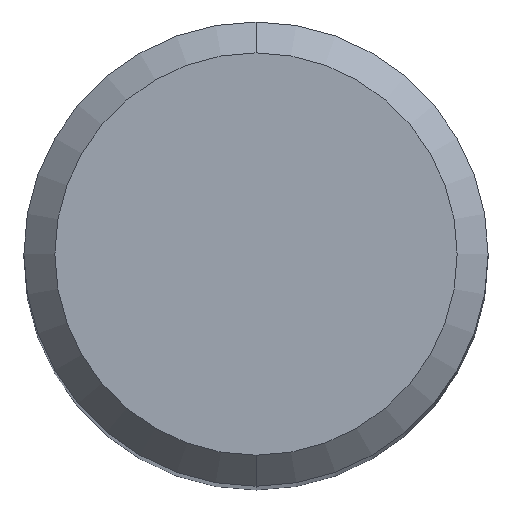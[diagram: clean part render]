
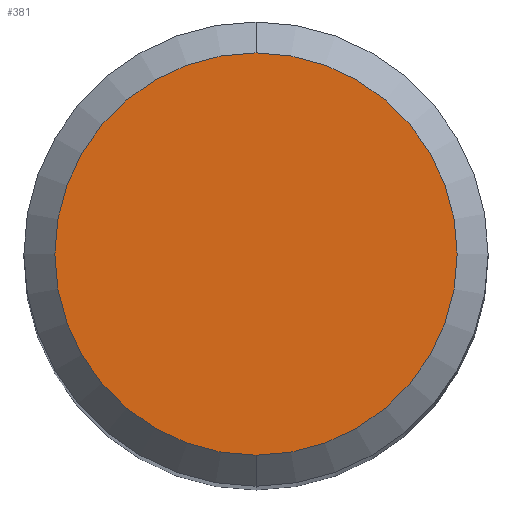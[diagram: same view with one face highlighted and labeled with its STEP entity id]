
A CAD part, top view. The second image highlights one B-rep face of the part: STEP entity #381.
In plain terms, the highlighted planar face has unit normal (0, 0, 1).
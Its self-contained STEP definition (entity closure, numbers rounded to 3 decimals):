
#329=VERTEX_POINT('',#659);
#359=VERTEX_POINT('',#692);
#381=ADVANCED_FACE('',(#716),#717,.T.);
#423=EDGE_CURVE('',#359,#329,#767,.T.);
#473=EDGE_CURVE('',#329,#359,#820,.T.);
#659=CARTESIAN_POINT('',(0.,-2.6,0.0));
#692=CARTESIAN_POINT('',(0.0,2.6,0.0));
#716=FACE_OUTER_BOUND('',#1212,.T.);
#717=PLANE('',#1213);
#767=CIRCLE('',#1347,2.6);
#820=CIRCLE('',#1475,2.6);
#1212=EDGE_LOOP('',(#1697,#1698));
#1213=AXIS2_PLACEMENT_3D('',#1699,#1700,#1701);
#1347=AXIS2_PLACEMENT_3D('',#1795,#1796,#1797);
#1475=AXIS2_PLACEMENT_3D('',#1839,#1840,#1841);
#1697=ORIENTED_EDGE('',*,*,#423,.F.);
#1698=ORIENTED_EDGE('',*,*,#473,.F.);
#1699=CARTESIAN_POINT('',(0.0,1.3,0.0));
#1700=DIRECTION('',(-0.0,0.0,1.0));
#1701=DIRECTION('',(0.0,-1.0,0.0));
#1795=CARTESIAN_POINT('',(0.0,0.0,0.0));
#1796=DIRECTION('',(0.0,0.0,-1.0));
#1797=DIRECTION('',(0.0,1.0,0.0));
#1839=CARTESIAN_POINT('',(0.0,0.0,0.0));
#1840=DIRECTION('',(0.0,0.0,-1.0));
#1841=DIRECTION('',(0.0,1.0,0.0));
